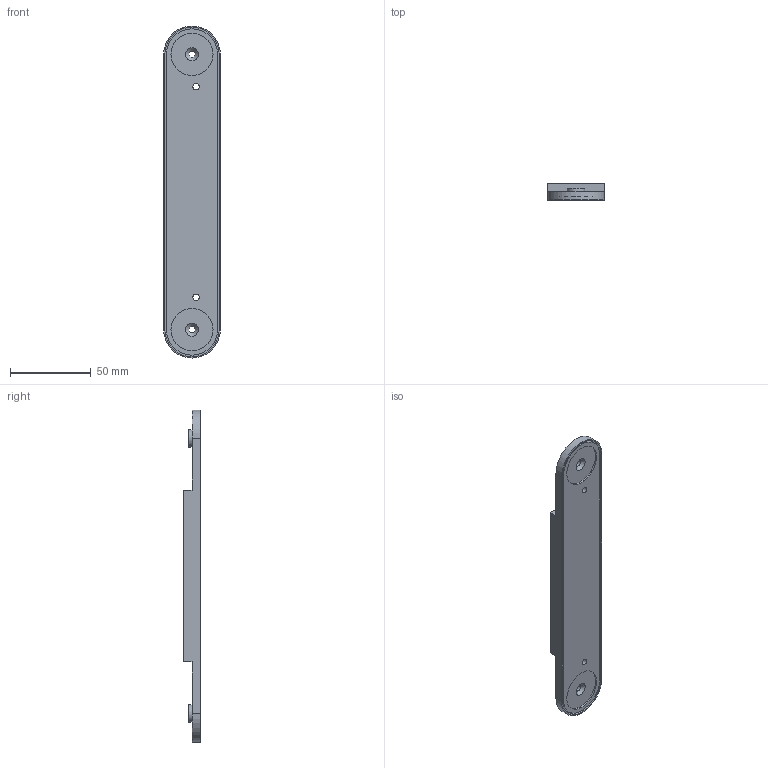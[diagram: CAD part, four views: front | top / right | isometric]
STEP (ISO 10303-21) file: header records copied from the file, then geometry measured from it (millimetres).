
FILE_DESCRIPTION(/* description */ (''),/* implementation_level */ '2;1');
FILE_NAME(/* name */ 'be92f4e4-237d-420e-81fa-1e631c25a881.stp',/* time_stamp */ '2018-02-14T19:33:12+00:00',/* author */ (''),/* organization */ (''),/* preprocessor_version */ 'ST-DEVELOPER v16.13',/* originating_system */ 'Autodesk Translation Framework v6.5.0.72',/* authorisation */ '');
FILE_SCHEMA (('AUTOMOTIVE_DESIGN { 1 0 10303 214 3 1 1 }'));
Length unit declared in the file: millimetre
Products named in the file (1): C-PAN-TOP
Bounding box: 35 x 10 x 205 mm (x, y, z)
Volume: 50945.7 mm3; surface area: 20022.3 mm2
Topology: 1 solids, 1 shells, 187 faces, 485 edges, 323 vertices
Faces by surface type: plane 106, bspline 63, cylinder 16, cone 2
Full cylindrical faces by diameter (mm): 4 x4, 8 x2, 10.761 x2, 26 x2
Entity records: 6053 total; most frequent: CARTESIAN_POINT 1815, ORIENTED_EDGE 970, DIRECTION 644, EDGE_CURVE 485, LINE 324, VECTOR 324, VERTEX_POINT 323, EDGE_LOOP 218
